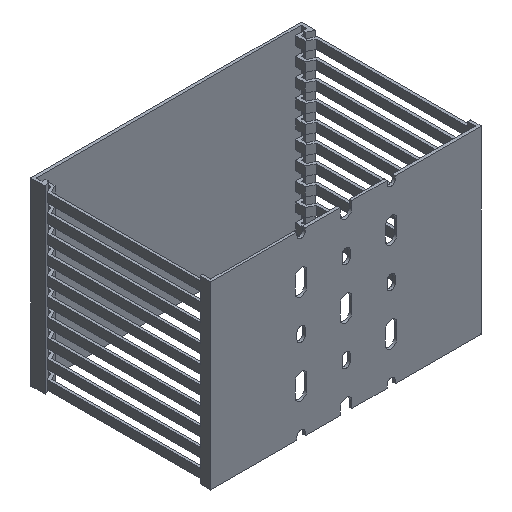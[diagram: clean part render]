
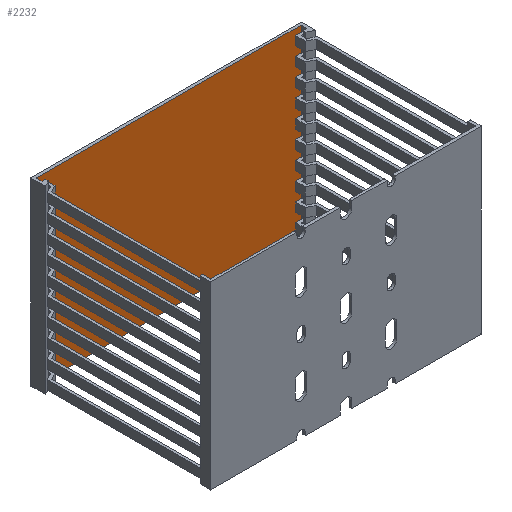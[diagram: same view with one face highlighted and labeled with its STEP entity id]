
A CAD part, isometric view. The second image highlights one B-rep face of the part: STEP entity #2232.
In plain terms, the highlighted planar face has unit normal (0, -1, 0).
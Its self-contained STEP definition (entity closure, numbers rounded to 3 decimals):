
#659 = VECTOR ( 'NONE', #8026, 1000. ) ;
#673 = VERTEX_POINT ( 'NONE', #3872 ) ;
#1132 = EDGE_CURVE ( 'NONE', #7068, #7604, #1723, .T. ) ;
#1357 = CARTESIAN_POINT ( 'NONE',  ( -73.5, 98.5, -100. ) ) ;
#1460 = CARTESIAN_POINT ( 'NONE',  ( 73.5, 98.5, -100. ) ) ;
#1504 = LINE ( 'NONE', #5070, #4388 ) ;
#1723 = LINE ( 'NONE', #8277, #6782 ) ;
#2232 = ADVANCED_FACE ( 'NONE', ( #7202 ), #6542, .T. ) ;
#2697 = AXIS2_PLACEMENT_3D ( 'NONE', #1357, #4206, #7918 ) ;
#3359 = EDGE_LOOP ( 'NONE', ( #8248, #5967, #3698, #3789 ) ) ;
#3409 = EDGE_CURVE ( 'NONE', #673, #4277, #1504, .T. ) ;
#3688 = DIRECTION ( 'NONE',  ( 1., 0., 0. ) ) ;
#3698 = ORIENTED_EDGE ( 'NONE', *, *, #3409, .T. ) ;
#3789 = ORIENTED_EDGE ( 'NONE', *, *, #4631, .T. ) ;
#3872 = CARTESIAN_POINT ( 'NONE',  ( -73.5, 98.5, -100. ) ) ;
#4206 = DIRECTION ( 'NONE',  ( 0., -1., 0. ) ) ;
#4277 = VERTEX_POINT ( 'NONE', #4583 ) ;
#4388 = VECTOR ( 'NONE', #3688, 1000. ) ;
#4583 = CARTESIAN_POINT ( 'NONE',  ( 73.5, 98.5, -100. ) ) ;
#4625 = EDGE_CURVE ( 'NONE', #673, #7068, #6454, .T. ) ;
#4631 = EDGE_CURVE ( 'NONE', #4277, #7604, #9364, .T. ) ;
#5070 = CARTESIAN_POINT ( 'NONE',  ( -73.5, 98.5, -100. ) ) ;
#5433 = DIRECTION ( 'NONE',  ( 1., 0., 0. ) ) ;
#5836 = CARTESIAN_POINT ( 'NONE',  ( 73.5, 98.5, 0. ) ) ;
#5967 = ORIENTED_EDGE ( 'NONE', *, *, #4625, .F. ) ;
#6454 = LINE ( 'NONE', #6554, #8883 ) ;
#6509 = DIRECTION ( 'NONE',  ( 0., 0., 1. ) ) ;
#6542 = PLANE ( 'NONE',  #2697 ) ;
#6554 = CARTESIAN_POINT ( 'NONE',  ( -73.5, 98.5, -100. ) ) ;
#6782 = VECTOR ( 'NONE', #5433, 1000. ) ;
#7068 = VERTEX_POINT ( 'NONE', #8417 ) ;
#7202 = FACE_OUTER_BOUND ( 'NONE', #3359, .T. ) ;
#7604 = VERTEX_POINT ( 'NONE', #5836 ) ;
#7918 = DIRECTION ( 'NONE',  ( 0., 0., -1. ) ) ;
#8026 = DIRECTION ( 'NONE',  ( 0., 0., 1. ) ) ;
#8248 = ORIENTED_EDGE ( 'NONE', *, *, #1132, .F. ) ;
#8277 = CARTESIAN_POINT ( 'NONE',  ( -73.5, 98.5, 0. ) ) ;
#8417 = CARTESIAN_POINT ( 'NONE',  ( -73.5, 98.5, 0. ) ) ;
#8883 = VECTOR ( 'NONE', #6509, 1000. ) ;
#9364 = LINE ( 'NONE', #1460, #659 ) ;
